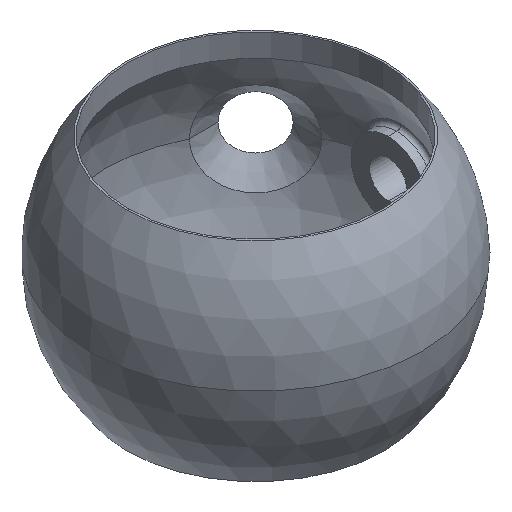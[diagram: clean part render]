
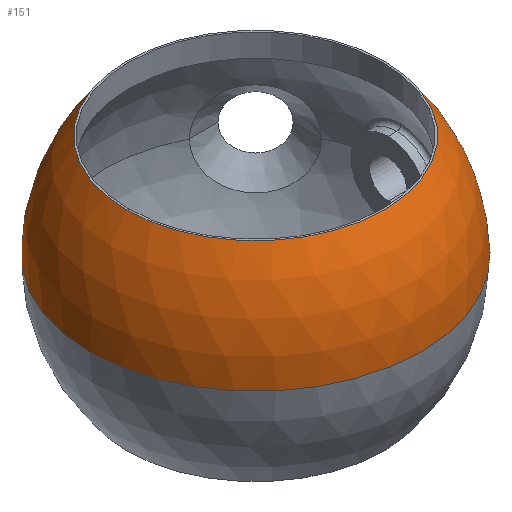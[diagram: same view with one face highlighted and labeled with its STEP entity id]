
A CAD part, isometric view. The second image highlights one B-rep face of the part: STEP entity #151.
In plain terms, the highlighted spherical face has radius 22.25 mm.
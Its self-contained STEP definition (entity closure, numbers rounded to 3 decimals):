
#3 = CARTESIAN_POINT ( 'NONE',  ( 15.53, 15.53, 0. ) ) ;
#5 = CIRCLE ( 'NONE', #229, 22.25 ) ;
#9 = DIRECTION ( 'NONE',  ( -1., 0., 0. ) ) ;
#23 = ORIENTED_EDGE ( 'NONE', *, *, #118, .T. ) ;
#27 = EDGE_CURVE ( 'NONE', #29, #676, #580, .T. ) ;
#29 = VERTEX_POINT ( 'NONE', #39 ) ;
#39 = CARTESIAN_POINT ( 'NONE',  ( 22.109, 0., 2.5 ) ) ;
#41 = DIRECTION ( 'NONE',  ( -1., 0., 0. ) ) ;
#44 = DIRECTION ( 'NONE',  ( 1., 0., 0. ) ) ;
#51 = DIRECTION ( 'NONE',  ( 0., 0., 1. ) ) ;
#59 = ORIENTED_EDGE ( 'NONE', *, *, #486, .F. ) ;
#68 = DIRECTION ( 'NONE',  ( 0., 0., 1. ) ) ;
#83 = AXIS2_PLACEMENT_3D ( 'NONE', #227, #539, #159 ) ;
#91 = VERTEX_POINT ( 'NONE', #171 ) ;
#92 = DIRECTION ( 'NONE',  ( 0., 0., 1. ) ) ;
#94 = AXIS2_PLACEMENT_3D ( 'NONE', #544, #51, #327 ) ;
#105 = ORIENTED_EDGE ( 'NONE', *, *, #307, .F. ) ;
#118 = EDGE_CURVE ( 'NONE', #91, #670, #274, .T. ) ;
#127 = EDGE_CURVE ( 'NONE', #138, #676, #5, .T. ) ;
#138 = VERTEX_POINT ( 'NONE', #490 ) ;
#151 = ADVANCED_FACE ( 'NONE', ( #326, #212 ), #704, .T. ) ;
#155 = CARTESIAN_POINT ( 'NONE',  ( 0., 22.25, 0. ) ) ;
#159 = DIRECTION ( 'NONE',  ( 1., 0., 0. ) ) ;
#166 = DIRECTION ( 'NONE',  ( 0., 0., 1. ) ) ;
#169 = AXIS2_PLACEMENT_3D ( 'NONE', #498, #543, #44 ) ;
#171 = CARTESIAN_POINT ( 'NONE',  ( 13.007, 18.052, 0. ) ) ;
#188 = EDGE_CURVE ( 'NONE', #138, #670, #205, .T. ) ;
#205 = CIRCLE ( 'NONE', #474, 22.25 ) ;
#212 = FACE_BOUND ( 'NONE', #667, .T. ) ;
#227 = CARTESIAN_POINT ( 'NONE',  ( 0., 0., 0. ) ) ;
#229 = AXIS2_PLACEMENT_3D ( 'NONE', #606, #166, #381 ) ;
#254 = ORIENTED_EDGE ( 'NONE', *, *, #573, .F. ) ;
#264 = ORIENTED_EDGE ( 'NONE', *, *, #658, .T. ) ;
#274 = CIRCLE ( 'NONE', #83, 22.25 ) ;
#275 = CIRCLE ( 'NONE', #94, 17.293 ) ;
#277 = AXIS2_PLACEMENT_3D ( 'NONE', #421, #383, #334 ) ;
#287 = CIRCLE ( 'NONE', #319, 3.568 ) ;
#288 = VERTEX_POINT ( 'NONE', #354 ) ;
#298 = VERTEX_POINT ( 'NONE', #552 ) ;
#301 = CARTESIAN_POINT ( 'NONE',  ( 0., 0., 14. ) ) ;
#307 = EDGE_CURVE ( 'NONE', #688, #298, #683, .T. ) ;
#312 = CARTESIAN_POINT ( 'NONE',  ( 18.052, 13.007, 0. ) ) ;
#319 = AXIS2_PLACEMENT_3D ( 'NONE', #3, #436, #604 ) ;
#326 = FACE_OUTER_BOUND ( 'NONE', #593, .T. ) ;
#327 = DIRECTION ( 'NONE',  ( -1., 0., 0. ) ) ;
#334 = DIRECTION ( 'NONE',  ( 0., 0., 1. ) ) ;
#354 = CARTESIAN_POINT ( 'NONE',  ( 22.109, 2.5, 0. ) ) ;
#358 = ORIENTED_EDGE ( 'NONE', *, *, #27, .F. ) ;
#365 = AXIS2_PLACEMENT_3D ( 'NONE', #301, #68, #9 ) ;
#373 = CARTESIAN_POINT ( 'NONE',  ( 0., 0., 0. ) ) ;
#381 = DIRECTION ( 'NONE',  ( 1., 0., 0. ) ) ;
#383 = DIRECTION ( 'NONE',  ( 1., 0., 0. ) ) ;
#386 = ORIENTED_EDGE ( 'NONE', *, *, #446, .T. ) ;
#388 = DIRECTION ( 'NONE',  ( 0., 0., -1. ) ) ;
#390 = AXIS2_PLACEMENT_3D ( 'NONE', #518, #413, #583 ) ;
#413 = DIRECTION ( 'NONE',  ( 1., 0., 0. ) ) ;
#418 = AXIS2_PLACEMENT_3D ( 'NONE', #373, #92, #581 ) ;
#421 = CARTESIAN_POINT ( 'NONE',  ( 22.109, 0., 0. ) ) ;
#427 = CIRCLE ( 'NONE', #418, 22.25 ) ;
#436 = DIRECTION ( 'NONE',  ( -0.707, -0.707, 0. ) ) ;
#446 = EDGE_CURVE ( 'NONE', #288, #513, #427, .T. ) ;
#474 = AXIS2_PLACEMENT_3D ( 'NONE', #485, #388, #41 ) ;
#485 = CARTESIAN_POINT ( 'NONE',  ( 0., 0., 0. ) ) ;
#486 = EDGE_CURVE ( 'NONE', #288, #29, #587, .T. ) ;
#490 = CARTESIAN_POINT ( 'NONE',  ( 0., -22.25, 0. ) ) ;
#498 = CARTESIAN_POINT ( 'NONE',  ( 0., 0., 0. ) ) ;
#513 = VERTEX_POINT ( 'NONE', #312 ) ;
#518 = CARTESIAN_POINT ( 'NONE',  ( 22.109, 0., 0. ) ) ;
#537 = CARTESIAN_POINT ( 'NONE',  ( -17.293, 0., 14. ) ) ;
#539 = DIRECTION ( 'NONE',  ( 0., 0., 1. ) ) ;
#543 = DIRECTION ( 'NONE',  ( 0., 0., -1. ) ) ;
#544 = CARTESIAN_POINT ( 'NONE',  ( 0., 0., 14. ) ) ;
#552 = CARTESIAN_POINT ( 'NONE',  ( 17.293, 0., 14. ) ) ;
#558 = ORIENTED_EDGE ( 'NONE', *, *, #188, .F. ) ;
#573 = EDGE_CURVE ( 'NONE', #298, #688, #275, .T. ) ;
#580 = CIRCLE ( 'NONE', #277, 2.5 ) ;
#581 = DIRECTION ( 'NONE',  ( 1., 0., 0. ) ) ;
#583 = DIRECTION ( 'NONE',  ( 0., 0., 1. ) ) ;
#587 = CIRCLE ( 'NONE', #390, 2.5 ) ;
#593 = EDGE_LOOP ( 'NONE', ( #558, #706, #358, #59, #386, #264, #23 ) ) ;
#604 = DIRECTION ( 'NONE',  ( 0.707, -0.707, 0. ) ) ;
#606 = CARTESIAN_POINT ( 'NONE',  ( 0., 0., 0. ) ) ;
#643 = CARTESIAN_POINT ( 'NONE',  ( 22.109, -2.5, 0. ) ) ;
#658 = EDGE_CURVE ( 'NONE', #513, #91, #287, .T. ) ;
#667 = EDGE_LOOP ( 'NONE', ( #105, #254 ) ) ;
#670 = VERTEX_POINT ( 'NONE', #155 ) ;
#676 = VERTEX_POINT ( 'NONE', #643 ) ;
#683 = CIRCLE ( 'NONE', #365, 17.293 ) ;
#688 = VERTEX_POINT ( 'NONE', #537 ) ;
#704 = SPHERICAL_SURFACE ( 'NONE', #169, 22.25 ) ;
#706 = ORIENTED_EDGE ( 'NONE', *, *, #127, .T. ) ;
